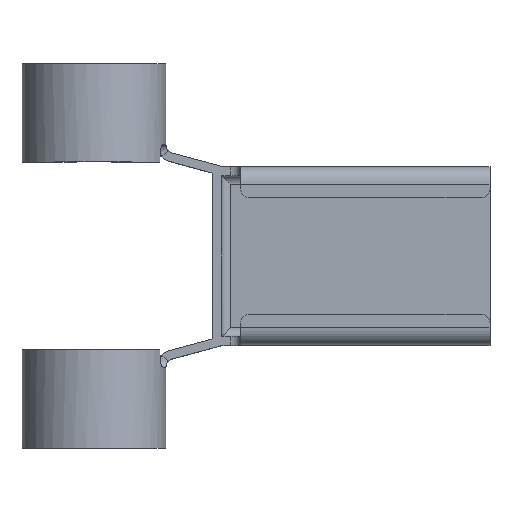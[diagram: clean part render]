
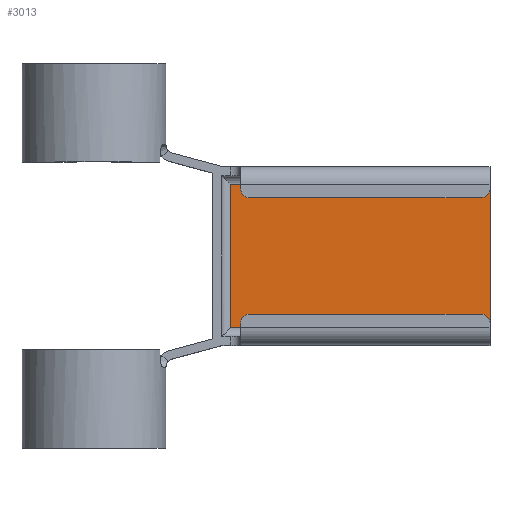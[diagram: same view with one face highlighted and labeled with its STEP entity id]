
A CAD part, top view. The second image highlights one B-rep face of the part: STEP entity #3013.
In plain terms, the highlighted planar face has unit normal (0, 0, 1).
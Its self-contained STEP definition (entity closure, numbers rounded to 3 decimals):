
#21 = VERTEX_POINT ( 'NONE', #757 ) ;
#130 = DIRECTION ( 'NONE',  ( 1., 0., 0. ) ) ;
#358 = CARTESIAN_POINT ( 'NONE',  ( 88.889, 16., -19.958 ) ) ;
#595 = ORIENTED_EDGE ( 'NONE', *, *, #1993, .T. ) ;
#617 = EDGE_CURVE ( 'NONE', #21, #1493, #2595, .T. ) ;
#757 = CARTESIAN_POINT ( 'NONE',  ( 30.889, -16., -19.958 ) ) ;
#1045 = VERTEX_POINT ( 'NONE', #358 ) ;
#1086 = CARTESIAN_POINT ( 'NONE',  ( 28.889, 0., -19.958 ) ) ;
#1097 = PLANE ( 'NONE',  #2981 ) ;
#1323 = DIRECTION ( 'NONE',  ( 1., 0., 0. ) ) ;
#1493 = VERTEX_POINT ( 'NONE', #2555 ) ;
#1564 = CARTESIAN_POINT ( 'NONE',  ( 88.889, 9., -19.958 ) ) ;
#1768 = ORIENTED_EDGE ( 'NONE', *, *, #617, .T. ) ;
#1863 = LINE ( 'NONE', #2224, #2915 ) ;
#1888 = EDGE_CURVE ( 'NONE', #1045, #2041, #1863, .T. ) ;
#1974 = VECTOR ( 'NONE', #2774, 1000. ) ;
#1993 = EDGE_CURVE ( 'NONE', #2041, #21, #2775, .T. ) ;
#2041 = VERTEX_POINT ( 'NONE', #2046 ) ;
#2046 = CARTESIAN_POINT ( 'NONE',  ( 30.889, 16., -19.958 ) ) ;
#2224 = CARTESIAN_POINT ( 'NONE',  ( 28.889, 16., -19.958 ) ) ;
#2230 = VECTOR ( 'NONE', #1323, 1000. ) ;
#2285 = DIRECTION ( 'NONE',  ( 0., -1., 0. ) ) ;
#2313 = ORIENTED_EDGE ( 'NONE', *, *, #2420, .F. ) ;
#2322 = FACE_OUTER_BOUND ( 'NONE', #2851, .T. ) ;
#2353 = ORIENTED_EDGE ( 'NONE', *, *, #1888, .T. ) ;
#2420 = EDGE_CURVE ( 'NONE', #1045, #1493, #2585, .T. ) ;
#2498 = CARTESIAN_POINT ( 'NONE',  ( 30.889, 0., -19.958 ) ) ;
#2555 = CARTESIAN_POINT ( 'NONE',  ( 88.889, -16., -19.958 ) ) ;
#2585 = LINE ( 'NONE', #1564, #1974 ) ;
#2595 = LINE ( 'NONE', #2960, #2230 ) ;
#2702 = VECTOR ( 'NONE', #2285, 1000. ) ;
#2709 = DIRECTION ( 'NONE',  ( -1., 0., 0. ) ) ;
#2755 = DIRECTION ( 'NONE',  ( 0., 0., 1. ) ) ;
#2774 = DIRECTION ( 'NONE',  ( 0., -1., 0. ) ) ;
#2775 = LINE ( 'NONE', #2498, #2702 ) ;
#2851 = EDGE_LOOP ( 'NONE', ( #595, #1768, #2313, #2353 ) ) ;
#2915 = VECTOR ( 'NONE', #2709, 1000. ) ;
#2960 = CARTESIAN_POINT ( 'NONE',  ( 88.889, -16., -19.958 ) ) ;
#2981 = AXIS2_PLACEMENT_3D ( 'NONE', #1086, #2755, #130 ) ;
#3013 = ADVANCED_FACE ( 'NONE', ( #2322 ), #1097, .T. ) ;
